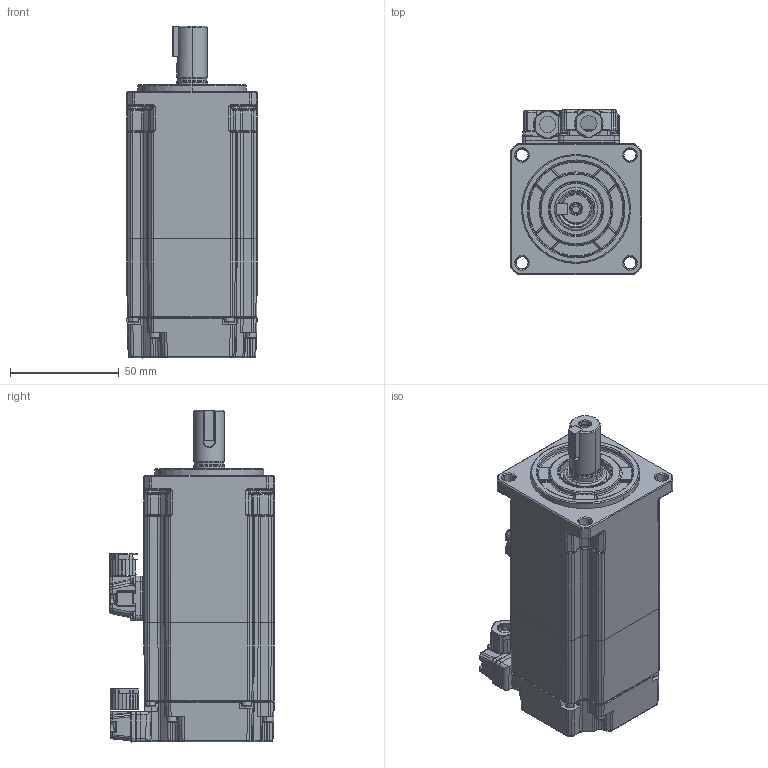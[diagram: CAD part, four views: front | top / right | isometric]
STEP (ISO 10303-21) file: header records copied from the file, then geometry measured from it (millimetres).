
FILE_DESCRIPTION (( 'STEP AP203' ), '1' );
FILE_NAME ('0105-0106-0003_60AC侜督萇儂-XMQ1-H60A04B30E16.STEP', '2021-08-30T06:02:48', ( '' ), ( '' ), 'SwSTEP 2.0', 'SolidWorks 2020', '' );
FILE_SCHEMA (( 'CONFIG_CONTROL_DESIGN' ));
Length unit declared in the file: millimetre
Products named in the file (1): 0105-0106-0003_60AC侜督萇儂-XMQ1-H60A04B30E16
Bounding box: 60 x 75.75 x 152.4 mm (x, y, z)
Surface area: 45451.2 mm2 (no closed solid volume)
Topology: 0 solids, 50 shells, 1758 faces, 6138 edges, 4215 vertices
Faces by surface type: cylinder 654, plane 476, bspline 305, torus 219, cone 67, sphere 37
Entity records: 72060 total; most frequent: CARTESIAN_POINT 23786, ORIENTED_EDGE 9728, DIRECTION 9354, EDGE_CURVE 6099, VERTEX_POINT 4215, AXIS2_PLACEMENT_3D 3395, LINE 2564, VECTOR 2564
